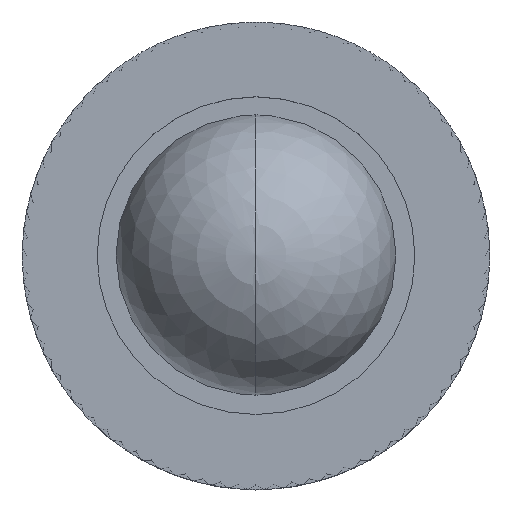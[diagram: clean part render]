
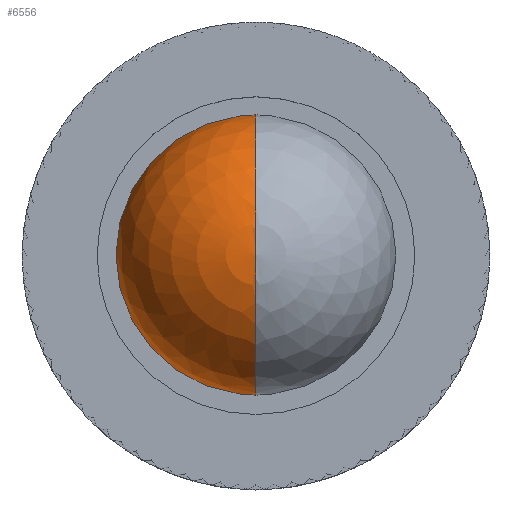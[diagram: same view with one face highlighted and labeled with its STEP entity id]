
A CAD part, top view. The second image highlights one B-rep face of the part: STEP entity #6556.
In plain terms, the highlighted spherical face has radius 3 mm.
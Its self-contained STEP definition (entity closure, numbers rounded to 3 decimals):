
#4852=VERTEX_POINT('',#11287);
#6394=EDGE_CURVE('',#4852,#8048,#13002,.T.);
#6556=ADVANCED_FACE('',(#13179),#13180,.T.);
#7984=VERTEX_POINT('',#14737);
#8020=EDGE_CURVE('',#7984,#4852,#14775,.T.);
#8048=VERTEX_POINT('',#14805);
#8536=EDGE_CURVE('',#8048,#7984,#15341,.T.);
#11287=CARTESIAN_POINT('',(0.,2.955,7.184));
#13002=CIRCLE('',#21246,3.0);
#13179=FACE_OUTER_BOUND('',#21492,.T.);
#13180=SPHERICAL_SURFACE('',#21493,3.0);
#14737=CARTESIAN_POINT('',(0.,-2.955,7.184));
#14775=CIRCLE('',#23664,2.955);
#14805=CARTESIAN_POINT('',(0.,0.,10.7));
#15341=CIRCLE('',#24432,3.0);
#21246=AXIS2_PLACEMENT_3D('',#30139,#30140,#30141);
#21492=EDGE_LOOP('',(#30338,#30339,#30340));
#21493=AXIS2_PLACEMENT_3D('',#30341,#30342,#30343);
#23664=AXIS2_PLACEMENT_3D('',#32154,#32155,#32156);
#24432=AXIS2_PLACEMENT_3D('',#32817,#32818,#32819);
#30139=CARTESIAN_POINT('',(0.,0.,7.7));
#30140=DIRECTION('',(1.0,0.,-0.0));
#30141=DIRECTION('',(0.0,0.0,1.0));
#30338=ORIENTED_EDGE('',*,*,#8536,.F.);
#30339=ORIENTED_EDGE('',*,*,#6394,.F.);
#30340=ORIENTED_EDGE('',*,*,#8020,.F.);
#30341=CARTESIAN_POINT('',(0.,0.,7.7));
#30342=DIRECTION('',(0.0,0.0,-1.0));
#30343=DIRECTION('',(0.,-1.0,0.0));
#32154=CARTESIAN_POINT('',(0.,0.,7.184));
#32155=DIRECTION('',(0.0,0.0,-1.0));
#32156=DIRECTION('',(0.,1.0,0.0));
#32817=CARTESIAN_POINT('',(0.,0.,7.7));
#32818=DIRECTION('',(1.0,0.,-0.0));
#32819=DIRECTION('',(0.0,0.0,1.0));
